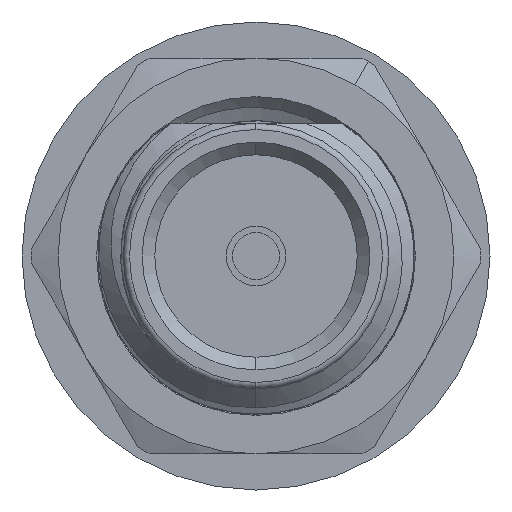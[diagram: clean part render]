
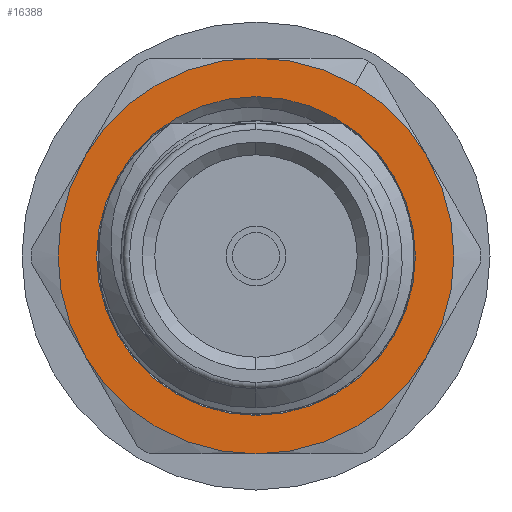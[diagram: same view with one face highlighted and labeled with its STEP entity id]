
A CAD part, left-side view. The second image highlights one B-rep face of the part: STEP entity #16388.
In plain terms, the highlighted planar face has unit normal (-1, 0, 0).
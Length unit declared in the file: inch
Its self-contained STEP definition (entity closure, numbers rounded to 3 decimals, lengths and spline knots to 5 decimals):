
#597 = ORIENTED_EDGE ( 'NONE', *, *, #15039, .T. ) ;
#657 = PLANE ( 'NONE',  #15583 ) ;
#877 = VERTEX_POINT ( 'NONE', #22876 ) ;
#1844 = VERTEX_POINT ( 'NONE', #7452 ) ;
#2081 = DIRECTION ( 'NONE',  ( 1., 0., 0. ) ) ;
#2379 = CIRCLE ( 'NONE', #20638, 0.12602 ) ;
#2816 = CARTESIAN_POINT ( 'NONE',  ( 0.20705, 0.13553, 0.07825 ) ) ;
#3290 = EDGE_CURVE ( 'NONE', #17919, #13063, #19928, .T. ) ;
#4042 = AXIS2_PLACEMENT_3D ( 'NONE', #4301, #21804, #19708 ) ;
#4193 = CARTESIAN_POINT ( 'NONE',  ( 0.20705, 0., 0. ) ) ;
#4301 = CARTESIAN_POINT ( 'NONE',  ( 0.20705, 0., 0. ) ) ;
#4348 = DIRECTION ( 'NONE',  ( 1., 0., 0. ) ) ;
#4739 = ORIENTED_EDGE ( 'NONE', *, *, #14635, .T. ) ;
#5108 = EDGE_CURVE ( 'NONE', #19718, #15861, #13197, .T. ) ;
#5451 = EDGE_CURVE ( 'NONE', #1844, #19718, #12589, .T. ) ;
#6194 = CARTESIAN_POINT ( 'NONE',  ( 0.20705, 0., 0. ) ) ;
#6271 = DIRECTION ( 'NONE',  ( 0., -0.5, 0.866 ) ) ;
#6791 = DIRECTION ( 'NONE',  ( 0., -0.5, 0.866 ) ) ;
#6797 = CARTESIAN_POINT ( 'NONE',  ( 0.20705, -0.13553, -0.07825 ) ) ;
#7019 = AXIS2_PLACEMENT_3D ( 'NONE', #15185, #13572, #15287 ) ;
#7194 = EDGE_LOOP ( 'NONE', ( #9996, #597 ) ) ;
#7452 = CARTESIAN_POINT ( 'NONE',  ( 0.20705, 0., 0.1565 ) ) ;
#7512 = AXIS2_PLACEMENT_3D ( 'NONE', #12210, #18014, #22158 ) ;
#7807 = DIRECTION ( 'NONE',  ( 0., -0.5, 0.866 ) ) ;
#9992 = DIRECTION ( 'NONE',  ( -1., 0., 0. ) ) ;
#9996 = ORIENTED_EDGE ( 'NONE', *, *, #19212, .T. ) ;
#10193 = EDGE_CURVE ( 'NONE', #10638, #13063, #14049, .T. ) ;
#10333 = EDGE_LOOP ( 'NONE', ( #4739, #21921, #17571, #13410, #10978, #21258, #12333 ) ) ;
#10638 = VERTEX_POINT ( 'NONE', #21327 ) ;
#10717 = EDGE_CURVE ( 'NONE', #15861, #10638, #17106, .T. ) ;
#10969 = AXIS2_PLACEMENT_3D ( 'NONE', #17764, #9992, #23595 ) ;
#10978 = ORIENTED_EDGE ( 'NONE', *, *, #10717, .T. ) ;
#11708 = CARTESIAN_POINT ( 'NONE',  ( 0.20705, 0.13553, -0.07825 ) ) ;
#12105 = DIRECTION ( 'NONE',  ( -1., 0., 0. ) ) ;
#12126 = AXIS2_PLACEMENT_3D ( 'NONE', #23558, #2081, #7807 ) ;
#12210 = CARTESIAN_POINT ( 'NONE',  ( 0.20705, 0., 0. ) ) ;
#12333 = ORIENTED_EDGE ( 'NONE', *, *, #3290, .F. ) ;
#12589 = CIRCLE ( 'NONE', #19765, 0.1565 ) ;
#12723 = EDGE_CURVE ( 'NONE', #17721, #1844, #24087, .T. ) ;
#13063 = VERTEX_POINT ( 'NONE', #6797 ) ;
#13197 = CIRCLE ( 'NONE', #14852, 0.1565 ) ;
#13410 = ORIENTED_EDGE ( 'NONE', *, *, #5108, .T. ) ;
#13572 = DIRECTION ( 'NONE',  ( -1., 0., 0. ) ) ;
#13907 = DIRECTION ( 'NONE',  ( -1., 0., 0. ) ) ;
#14049 = CIRCLE ( 'NONE', #7019, 0.1565 ) ;
#14327 = DIRECTION ( 'NONE',  ( 1., 0., 0. ) ) ;
#14635 = EDGE_CURVE ( 'NONE', #17919, #17721, #23783, .T. ) ;
#14852 = AXIS2_PLACEMENT_3D ( 'NONE', #17586, #13907, #17671 ) ;
#15039 = EDGE_CURVE ( 'NONE', #877, #19579, #20761, .T. ) ;
#15185 = CARTESIAN_POINT ( 'NONE',  ( 0.20705, 0., 0. ) ) ;
#15287 = DIRECTION ( 'NONE',  ( 0., -0.5, 0.866 ) ) ;
#15527 = CARTESIAN_POINT ( 'NONE',  ( 0.20705, -0.07825, 0.13553 ) ) ;
#15583 = AXIS2_PLACEMENT_3D ( 'NONE', #18247, #14327, #6791 ) ;
#15861 = VERTEX_POINT ( 'NONE', #11708 ) ;
#16388 = ADVANCED_FACE ( 'NONE', ( #23482, #18309 ), #657, .F. ) ;
#17014 = AXIS2_PLACEMENT_3D ( 'NONE', #22049, #21727, #20017 ) ;
#17106 = CIRCLE ( 'NONE', #10969, 0.1565 ) ;
#17571 = ORIENTED_EDGE ( 'NONE', *, *, #5451, .T. ) ;
#17575 = CARTESIAN_POINT ( 'NONE',  ( 0.20705, -0.13553, 0.07825 ) ) ;
#17586 = CARTESIAN_POINT ( 'NONE',  ( 0.20705, 0., 0. ) ) ;
#17671 = DIRECTION ( 'NONE',  ( 0., -0.5, 0.866 ) ) ;
#17721 = VERTEX_POINT ( 'NONE', #15527 ) ;
#17764 = CARTESIAN_POINT ( 'NONE',  ( 0.20705, 0., 0. ) ) ;
#17919 = VERTEX_POINT ( 'NONE', #17575 ) ;
#18014 = DIRECTION ( 'NONE',  ( -1., 0., 0. ) ) ;
#18247 = CARTESIAN_POINT ( 'NONE',  ( 0.20705, 0., 0. ) ) ;
#18309 = FACE_OUTER_BOUND ( 'NONE', #10333, .T. ) ;
#19212 = EDGE_CURVE ( 'NONE', #19579, #877, #2379, .T. ) ;
#19579 = VERTEX_POINT ( 'NONE', #20235 ) ;
#19708 = DIRECTION ( 'NONE',  ( 0., -0.5, 0.866 ) ) ;
#19718 = VERTEX_POINT ( 'NONE', #2816 ) ;
#19765 = AXIS2_PLACEMENT_3D ( 'NONE', #6194, #12105, #6271 ) ;
#19928 = CIRCLE ( 'NONE', #4042, 0.1565 ) ;
#20017 = DIRECTION ( 'NONE',  ( 0., -0.5, 0.866 ) ) ;
#20235 = CARTESIAN_POINT ( 'NONE',  ( 0.20705, 0.06301, -0.10913 ) ) ;
#20638 = AXIS2_PLACEMENT_3D ( 'NONE', #4193, #4348, #23802 ) ;
#20761 = CIRCLE ( 'NONE', #12126, 0.12602 ) ;
#21258 = ORIENTED_EDGE ( 'NONE', *, *, #10193, .T. ) ;
#21327 = CARTESIAN_POINT ( 'NONE',  ( 0.20705, 0., -0.1565 ) ) ;
#21727 = DIRECTION ( 'NONE',  ( -1., 0., 0. ) ) ;
#21804 = DIRECTION ( 'NONE',  ( 1., 0., 0. ) ) ;
#21921 = ORIENTED_EDGE ( 'NONE', *, *, #12723, .T. ) ;
#22049 = CARTESIAN_POINT ( 'NONE',  ( 0.20705, 0., 0. ) ) ;
#22158 = DIRECTION ( 'NONE',  ( 0., -0.5, 0.866 ) ) ;
#22876 = CARTESIAN_POINT ( 'NONE',  ( 0.20705, -0.06301, 0.10913 ) ) ;
#23482 = FACE_BOUND ( 'NONE', #7194, .T. ) ;
#23558 = CARTESIAN_POINT ( 'NONE',  ( 0.20705, 0., 0. ) ) ;
#23595 = DIRECTION ( 'NONE',  ( 0., -0.5, 0.866 ) ) ;
#23783 = CIRCLE ( 'NONE', #17014, 0.1565 ) ;
#23802 = DIRECTION ( 'NONE',  ( 0., -0.5, 0.866 ) ) ;
#24087 = CIRCLE ( 'NONE', #7512, 0.1565 ) ;
